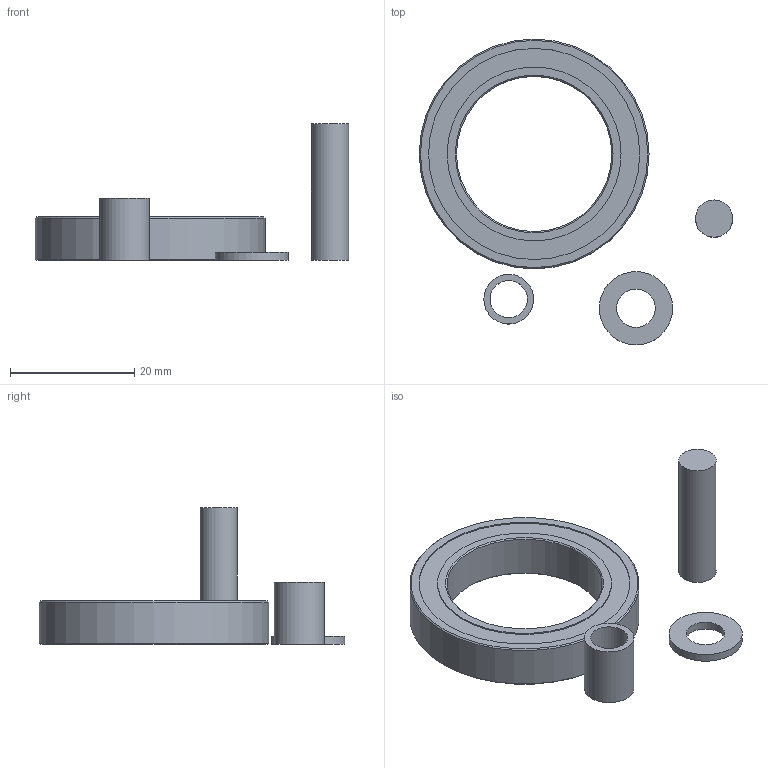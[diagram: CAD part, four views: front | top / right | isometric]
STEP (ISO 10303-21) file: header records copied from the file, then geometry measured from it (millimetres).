
FILE_DESCRIPTION(/* description */ ('STEP AP242','CAx-IF Rec.Pracs.---Representation and Presentation of Product Manufacturing Information (PMI)---4.0---2014-10-13','CAx-IF Rec.Pracs.---3D Tessellated Geometry---0.4---2014-09-14','2;1'),/* implementation_level */ '2;1');
FILE_NAME(/* name */ '66a05f3b4ddfd9106e0e9210',/* time_stamp */ '2024-07-24T01:56:12Z',/* author */ (''),/* organization */ (''),/* preprocessor_version */ 'ST-DEVELOPER v20',/* originating_system */ ' ',/* authorisation */ ' ');
FILE_SCHEMA (('AP242_MANAGED_MODEL_BASED_3D_ENGINEERING_MIM_LF { 1 0 10303 442 1 1 4 }'));
Length unit declared in the file: metre
Products named in the file (4): Bearing 25x37x7mm; Washer 6mm; Bushing 8mm; Pin 6x11mm
Bounding box: 50.48 x 49.24 x 22 mm (x, y, z)
Volume: 4910.6 mm3; surface area: 3751.3 mm2
Topology: 4 solids, 4 shells, 27 faces, 41 edges, 26 vertices
Faces by surface type: plane 12, cylinder 11, cone 4
Full cylindrical faces by diameter (mm): 6 x2, 6.2 x1, 8 x1, 11.8 x1, 25 x1, 28 x2, 34 x2, 37 x1
Entity records: 653 total; most frequent: DIRECTION 114, CARTESIAN_POINT 83, AXIS2_PLACEMENT_3D 57, ORIENTED_EDGE 52, EDGE_LOOP 52, FACE_BOUND 52, ADVANCED_FACE 27, EDGE_CURVE 26
